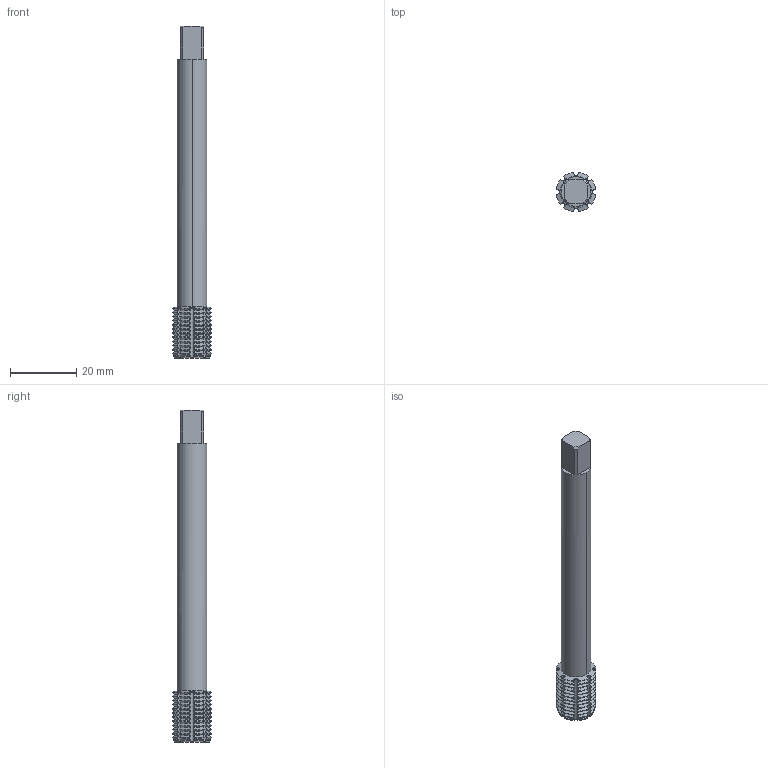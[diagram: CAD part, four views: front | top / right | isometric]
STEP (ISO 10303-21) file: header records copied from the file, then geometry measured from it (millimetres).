
FILE_DESCRIPTION(('no description'),'unknown implementation level');
FILE_NAME('solid0HWXVdz4RHp652pkOpOl5dKioGk_1.STP',' ',('CIM GmbH Aachen'),('CADClick - KiM GmbH - www.kimweb.de'),'unknown preprocess','ACIS','unknown authorization');
FILE_SCHEMA(('automotive_design'));
Length unit declared in the file: millimetre
Products named in the file (2): 1; 2
Bounding box: 11.92 x 11.92 x 100 mm (x, y, z)
Volume: 6665.4 mm3; surface area: 4429.3 mm2
Topology: 2 solids, 2 shells, 689 faces, 2047 edges, 1362 vertices
Faces by surface type: cone 234, plane 225, cylinder 214, torus 16
Entity records: 48632 total; most frequent: CARTESIAN_POINT 7991, STYLED_ITEM 4100, PRESENTATION_STYLE_ASSIGNMENT 4100, COLOUR_RGB 4100, ORIENTED_EDGE 4094, DIRECTION 3463, EDGE_CURVE 2047, CURVE_STYLE 2047
